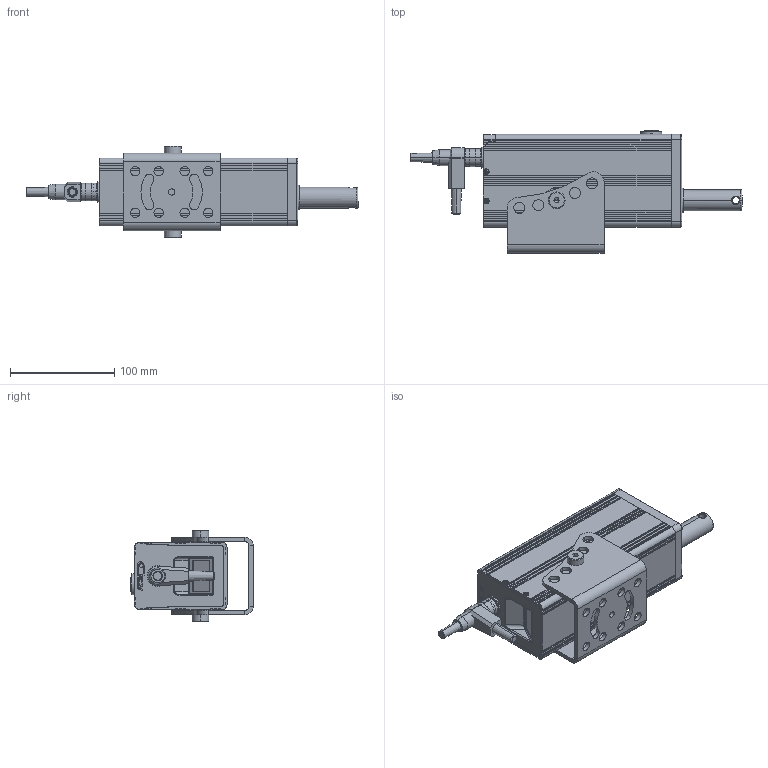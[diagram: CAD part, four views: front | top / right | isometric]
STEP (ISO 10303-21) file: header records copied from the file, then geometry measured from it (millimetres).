
FILE_DESCRIPTION (( 'STEP AP203' ), '1' );
FILE_NAME ('31105397_stp_-.step', '2024-10-22T11:45:00', ( '' ), ( '' ), 'SwSTEP 2.0', 'SolidWorks 2023', '' );
FILE_SCHEMA (( 'CONFIG_CONTROL_DESIGN' ));
Length unit declared in the file: millimetre
Products named in the file (18): Zyl-Schr DIN912_M4x16; 15469; 31100948_01; 31105397_stp_-; 31101098_01; 31105336_Standart; 31106168; 16207; Folientastatur; 16206; Se-Schr ISO7046-1_M2.5x8; Flanschdose-09-0116-80-05; 31106164_01; 15971_Standart; 15458_Standart; Abstreifer AM45 20x28x3,5-5; 15786_15.5; 15785
Assembly tree (25 placements, depth 2):
  31105397_stp_-
    31105336_Standart
    15469
    15458_Standart
    15785
    15786_15.5
    15971_Standart
    Abstreifer AM45 20x28x3,5-5
    16206
    16207
    Folientastatur
    Flanschdose-09-0116-80-05
    Zyl-Schr DIN912_M4x16  x2
    Se-Schr ISO7046-1_M2.5x8  x8
    31106168
    31106164_01
    31101098_01
    31100948_01
Bounding box: 319.1 x 117.51 x 88.3 mm (x, y, z)
Volume: 415925.4 mm3; surface area: 244158.1 mm2
Topology: 25 solids, 25 shells, 1667 faces, 4090 edges, 2533 vertices
Faces by surface type: plane 729, cylinder 558, cone 239, torus 122, bspline 14, sphere 5
Entity records: 43877 total; most frequent: CARTESIAN_POINT 8254, DIRECTION 7444, ORIENTED_EDGE 6716, EDGE_CURVE 3358, AXIS2_PLACEMENT_3D 2782, VERTEX_POINT 2126, VECTOR 1880, LINE 1880
